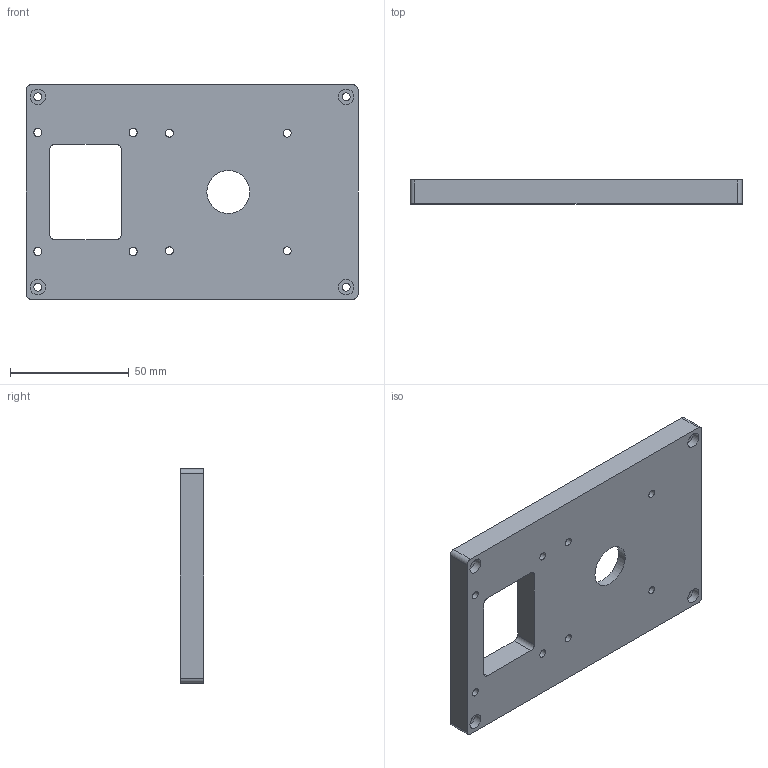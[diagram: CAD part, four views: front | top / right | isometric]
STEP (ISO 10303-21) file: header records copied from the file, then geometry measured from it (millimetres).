
FILE_DESCRIPTION(/* description */ (''),/* implementation_level */ '2;1');
FILE_NAME(/* name */ 'plate for print.step',/* time_stamp */ '2025-05-21T11:48:32+02:00',/* author */ ('klawy'),/* organization */ (''),/* preprocessor_version */ 'ST-DEVELOPER v20',/* originating_system */ 'Autodesk Inventor 2025',/* authorisation */ '');
FILE_SCHEMA (('AUTOMOTIVE_DESIGN { 1 0 10303 214 3 1 1 }'));
Length unit declared in the file: millimetre
Products named in the file (1): plate for print
Bounding box: 139.5 x 10 x 90 mm (x, y, z)
Volume: 104823.4 mm3; surface area: 30508.5 mm2
Topology: 1 solids, 1 shells, 67 faces, 141 edges, 94 vertices
Faces by surface type: cylinder 39, plane 28
Full cylindrical faces by diameter (mm): 3.4 x12, 6.5 x12, 8 x4, 18 x1, 29 x1, 35 x1
Entity records: 1932 total; most frequent: DIRECTION 355, CARTESIAN_POINT 303, ORIENTED_EDGE 282, AXIS2_PLACEMENT_3D 146, EDGE_CURVE 141, EDGE_LOOP 113, VERTEX_POINT 94, CIRCLE 78
